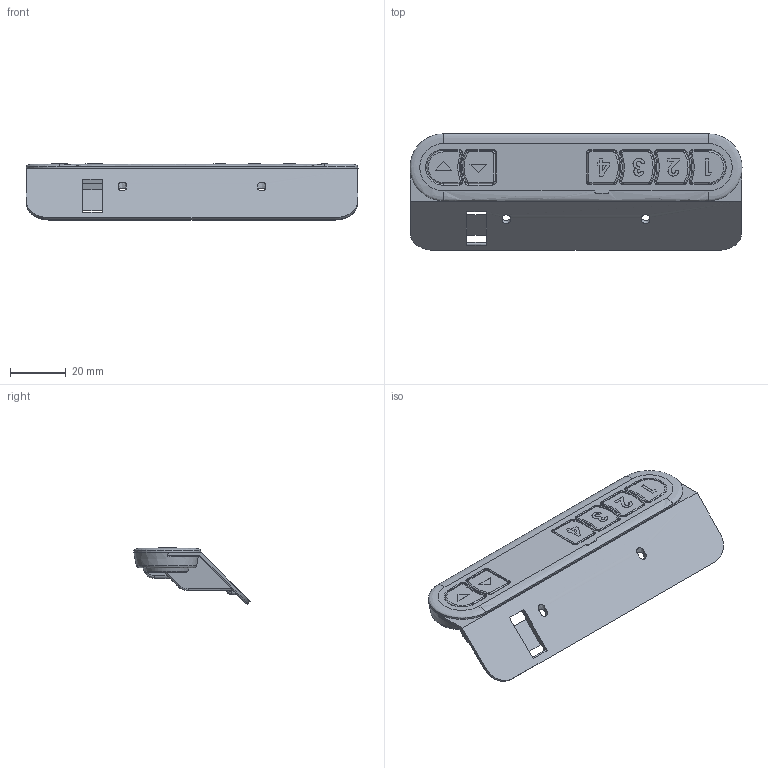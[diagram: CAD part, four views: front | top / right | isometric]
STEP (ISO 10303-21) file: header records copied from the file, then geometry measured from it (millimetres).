
FILE_DESCRIPTION(/* description */ (''),/* implementation_level */ '2;1');
FILE_NAME(/* name */ 'envelop45buttons-1 v1.step',/* time_stamp */ '2023-03-02T11:30:48+01:00',/* author */ (''),/* organization */ (''),/* preprocessor_version */ 'ST-DEVELOPER v19.2',/* originating_system */ 'Autodesk Translation Framework v11.17.0.187',/* authorisation */ '');
FILE_SCHEMA (('AUTOMOTIVE_DESIGN { 1 0 10303 214 3 1 1 }'));
Length unit declared in the file: millimetre
Products named in the file (1): envelop_45_buttons-1
Bounding box: 119 x 41.68 x 20.08 mm (x, y, z)
Volume: 23992.3 mm3; surface area: 17429.2 mm2
Topology: 1 solids, 2 shells, 571 faces, 1480 edges, 934 vertices
Faces by surface type: plane 255, cylinder 144, bspline 82, torus 48, cone 42
Entity records: 21589 total; most frequent: CARTESIAN_POINT 7077, ORIENTED_EDGE 2960, DIRECTION 2889, EDGE_CURVE 1480, AXIS2_PLACEMENT_3D 1007, VERTEX_POINT 934, LINE 875, VECTOR 875
